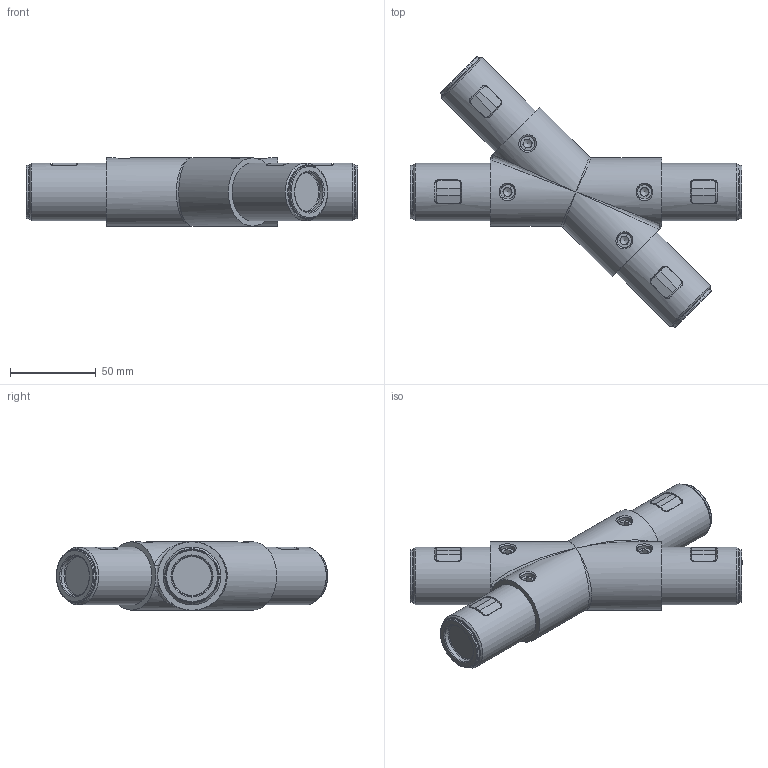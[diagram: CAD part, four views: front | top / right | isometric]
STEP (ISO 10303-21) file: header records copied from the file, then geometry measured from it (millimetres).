
FILE_DESCRIPTION(/* description */ ('STEP AP203'),/* implementation_level */ '2;1');
FILE_NAME(/* name */ 'CSP40-45X.stp',/* time_stamp */ '2022-07-11T14:56:16+02:00',/* author */ ('USER'),/* organization */ ('Microsoft'),/* preprocessor_version */ 'ST-DEVELOPER v18.1',/* originating_system */ 'Autodesk Inventor 2021',/* authorisation */ '');
FILE_SCHEMA (('AUTOMOTIVE_DESIGN { 1 0 10303 214 3 1 1 }'));
Length unit declared in the file: millimetre
Products named in the file (1): CSP40-45X
Bounding box: 194 x 158.68 x 40 mm (x, y, z)
Volume: 311328.8 mm3; surface area: 89196.8 mm2
Topology: 21 solids, 21 shells, 408 faces, 983 edges, 623 vertices
Faces by surface type: plane 232, cylinder 88, cone 44, bspline 24, torus 20
Full cylindrical faces by diameter (mm): 8.5 x4, 9.9 x8, 10 x8, 11.9 x4, 12.2 x4, 23.6 x4, 25.8 x4, 31 x4, 33.8 x4
Entity records: 24287 total; most frequent: CARTESIAN_POINT 14838, DIRECTION 1938, ORIENTED_EDGE 1934, EDGE_CURVE 967, AXIS2_PLACEMENT_3D 707, VERTEX_POINT 623, LINE 524, VECTOR 524
